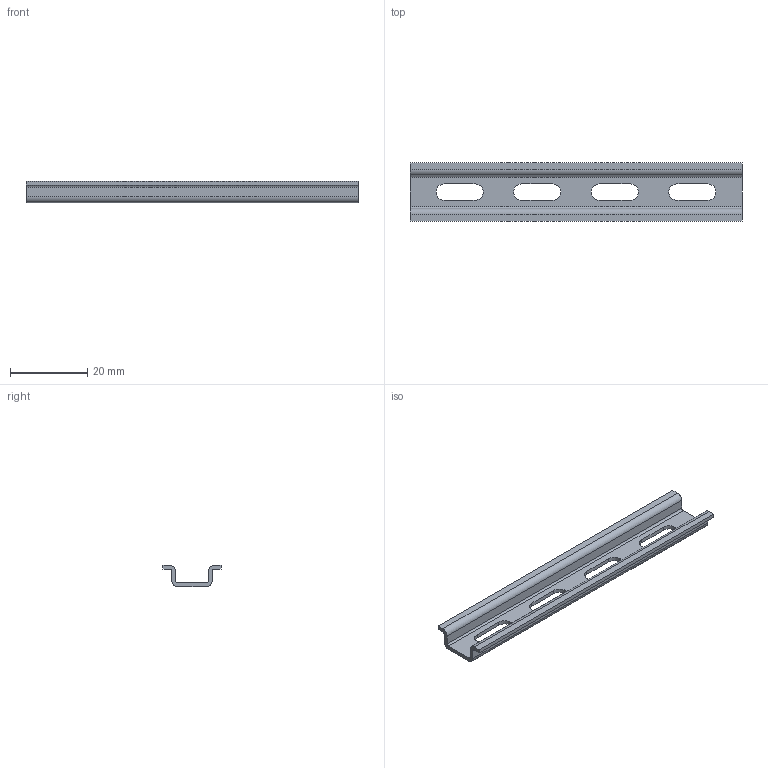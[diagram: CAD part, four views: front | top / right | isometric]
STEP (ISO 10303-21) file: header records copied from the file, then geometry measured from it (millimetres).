
FILE_DESCRIPTION(/* description */ ('TS 15x5-Tragschienen'),/* implementation_level */ '2;1');
FILE_NAME(/* name */ '0911100001.stp',/* time_stamp */ '2021-12-01T10:41:11+01:00',/* author */ ('alexander.rose'),/* organization */ ('WEIDMUELLER'),/* preprocessor_version */ 'ST-DEVELOPER v17.2',/* originating_system */ 'Autodesk Inventor 2019',/* authorisation */ '');
FILE_SCHEMA (('AUTOMOTIVE_DESIGN { 1 0 10303 214 3 1 1 }'));
Length unit declared in the file: millimetre
Products named in the file (1): Tragschiene TS15 - nur für Internet
Bounding box: 86 x 15.1 x 5.5 mm (x, y, z)
Volume: 1735.1 mm3; surface area: 3803.8 mm2
Topology: 1 solids, 1 shells, 38 faces, 108 edges, 72 vertices
Faces by surface type: plane 22, cylinder 16
Entity records: 1301 total; most frequent: CARTESIAN_POINT 219, DIRECTION 218, ORIENTED_EDGE 216, EDGE_CURVE 108, LINE 76, VECTOR 76, VERTEX_POINT 72, AXIS2_PLACEMENT_3D 71
